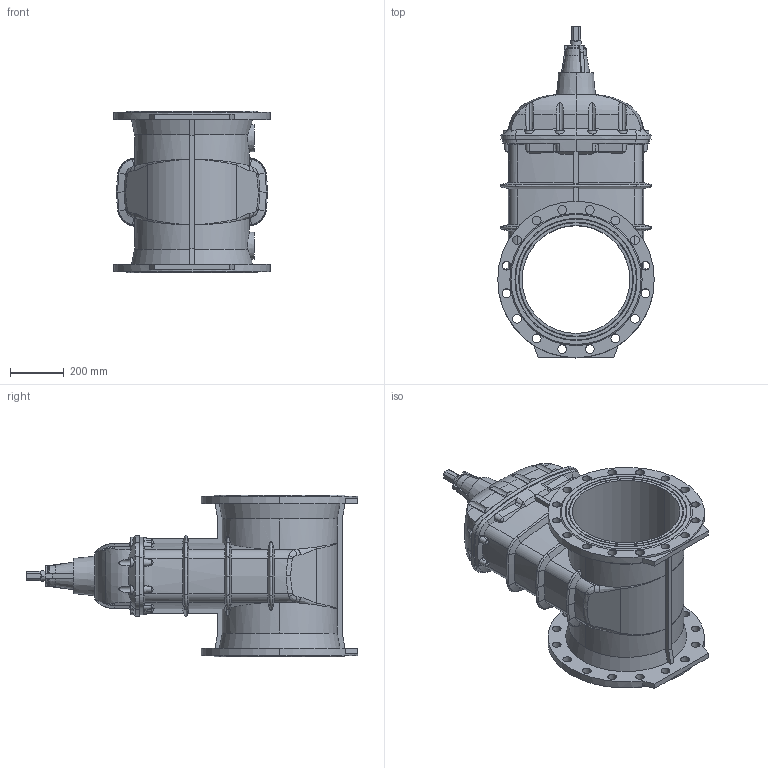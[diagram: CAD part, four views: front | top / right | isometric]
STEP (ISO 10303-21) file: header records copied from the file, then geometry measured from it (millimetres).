
FILE_DESCRIPTION (( 'STEP AP203' ), '1' );
FILE_NAME ('O_02_60_DN400.STEP', '2015-01-28T08:57:26', ( '' ), ( '' ), 'SwSTEP 2.0', 'SolidWorks 2012', '' );
FILE_SCHEMA (( 'CONFIG_CONTROL_DESIGN' ));
Length unit declared in the file: millimetre
Products named in the file (1): O_02_60_DN400
Bounding box: 580 x 1230 x 600 mm (x, y, z)
Volume: 80292020.6 mm3; surface area: 3142432.9 mm2
Topology: 1 solids, 1 shells, 583 faces, 1538 edges, 947 vertices
Faces by surface type: cone 228, cylinder 151, plane 92, bspline 64, torus 48
Entity records: 24534 total; most frequent: CARTESIAN_POINT 10777, ORIENTED_EDGE 3044, DIRECTION 2671, EDGE_CURVE 1522, AXIS2_PLACEMENT_3D 1103, VERTEX_POINT 947, EDGE_LOOP 663, ADVANCED_FACE 583
